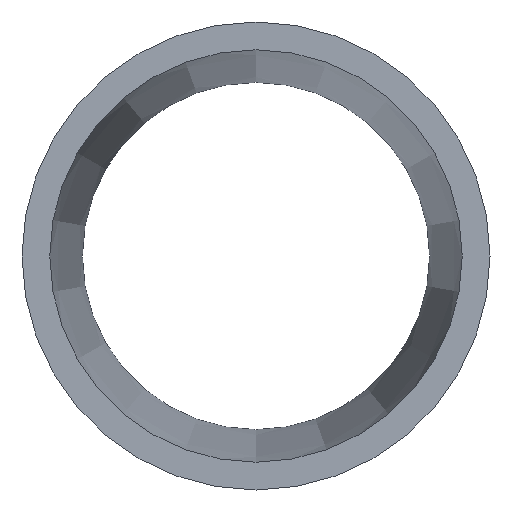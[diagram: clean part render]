
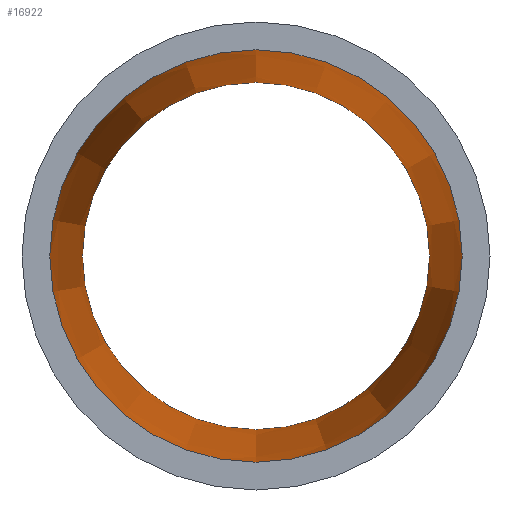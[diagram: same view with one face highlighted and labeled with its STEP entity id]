
A CAD part, front view. The second image highlights one B-rep face of the part: STEP entity #16922.
In plain terms, the highlighted conical face has half-angle 2.691 degrees and reference radius 14.848 mm.
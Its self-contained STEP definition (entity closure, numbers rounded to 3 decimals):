
#402 = EDGE_LOOP ( 'NONE', ( #779 ) ) ;
#779 = ORIENTED_EDGE ( 'NONE', *, *, #19916, .T. ) ;
#781 = AXIS2_PLACEMENT_3D ( 'NONE', #15005, #3277, #21685 ) ;
#3277 = DIRECTION ( 'NONE',  ( 0., -1., 0. ) ) ;
#3598 = CONICAL_SURFACE ( 'NONE', #16880, 14.848, 0.047 ) ;
#4410 = FACE_BOUND ( 'NONE', #8363, .T. ) ;
#4558 = CARTESIAN_POINT ( 'NONE',  ( 0., 0., -14.848 ) ) ;
#4657 = DIRECTION ( 'NONE',  ( 0., 0., -1. ) ) ;
#4667 = CARTESIAN_POINT ( 'NONE',  ( 0., 50., -12.498 ) ) ;
#5098 = CIRCLE ( 'NONE', #12466, 12.498 ) ;
#6395 = FACE_OUTER_BOUND ( 'NONE', #402, .T. ) ;
#6525 = CARTESIAN_POINT ( 'NONE',  ( 0., 50., 0. ) ) ;
#8363 = EDGE_LOOP ( 'NONE', ( #20503 ) ) ;
#9439 = DIRECTION ( 'NONE',  ( 0., 0., -1. ) ) ;
#10233 = CIRCLE ( 'NONE', #781, 14.848 ) ;
#11104 = CARTESIAN_POINT ( 'NONE',  ( 0., 0., 0. ) ) ;
#11758 = VERTEX_POINT ( 'NONE', #4558 ) ;
#12466 = AXIS2_PLACEMENT_3D ( 'NONE', #6525, #19990, #4657 ) ;
#12892 = VERTEX_POINT ( 'NONE', #4667 ) ;
#15005 = CARTESIAN_POINT ( 'NONE',  ( 0., 0., 0. ) ) ;
#15915 = DIRECTION ( 'NONE',  ( 0., -1., 0. ) ) ;
#16199 = EDGE_CURVE ( 'NONE', #12892, #12892, #5098, .T. ) ;
#16880 = AXIS2_PLACEMENT_3D ( 'NONE', #11104, #15915, #9439 ) ;
#16922 = ADVANCED_FACE ( 'NONE', ( #4410, #6395 ), #3598, .F. ) ;
#19916 = EDGE_CURVE ( 'NONE', #11758, #11758, #10233, .T. ) ;
#19990 = DIRECTION ( 'NONE',  ( 0., -1., 0. ) ) ;
#20503 = ORIENTED_EDGE ( 'NONE', *, *, #16199, .F. ) ;
#21685 = DIRECTION ( 'NONE',  ( 0., 0., -1. ) ) ;
